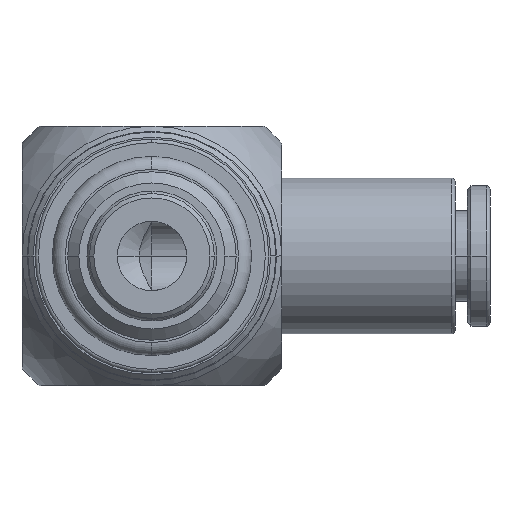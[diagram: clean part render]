
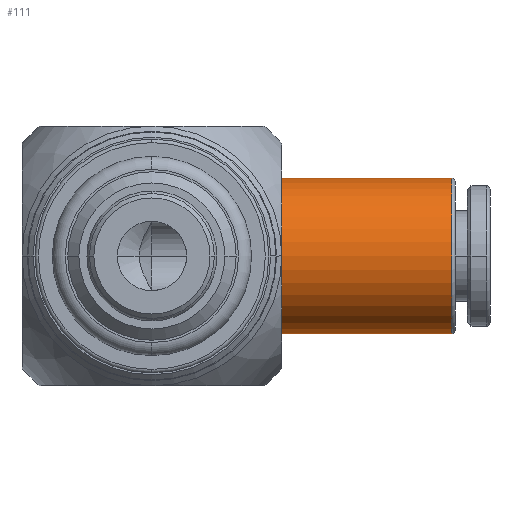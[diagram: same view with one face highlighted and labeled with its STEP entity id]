
A CAD part, front view. The second image highlights one B-rep face of the part: STEP entity #111.
In plain terms, the highlighted cylindrical face has radius 4.5 mm (diameter 9 mm), a partial arc.
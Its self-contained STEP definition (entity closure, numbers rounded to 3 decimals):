
#111=ADVANCED_FACE('',(#314),#315,.T.);
#314=FACE_OUTER_BOUND('',#599,.T.);
#315=CYLINDRICAL_SURFACE('',#600,4.5);
#599=EDGE_LOOP('',(#1245,#1246,#1247,#1248,#1249));
#600=AXIS2_PLACEMENT_3D('',#1250,#1251,#1252);
#1245=ORIENTED_EDGE('',*,*,#1935,.T.);
#1246=ORIENTED_EDGE('',*,*,#2009,.F.);
#1247=ORIENTED_EDGE('',*,*,#2008,.F.);
#1248=ORIENTED_EDGE('',*,*,#1937,.T.);
#1249=ORIENTED_EDGE('',*,*,#2010,.F.);
#1250=CARTESIAN_POINT('',(8.75,17.825,0.0));
#1251=DIRECTION('',(1.0,0.0,0.0));
#1252=DIRECTION('',(0.0,0.0,-1.0));
#1935=EDGE_CURVE('',#2369,#2370,#2371,.T.);
#1937=EDGE_CURVE('',#2374,#2372,#2375,.T.);
#2008=EDGE_CURVE('',#2374,#2488,#2489,.T.);
#2009=EDGE_CURVE('',#2488,#2370,#2490,.T.);
#2010=EDGE_CURVE('',#2369,#2372,#2491,.T.);
#2369=VERTEX_POINT('',#2975);
#2370=VERTEX_POINT('',#2976);
#2371=LINE('',#2977,#2978);
#2372=VERTEX_POINT('',#2979);
#2374=VERTEX_POINT('',#2981);
#2375=LINE('',#2982,#2983);
#2488=VERTEX_POINT('',#3188);
#2489=CIRCLE('',#3189,4.5);
#2490=CIRCLE('',#3190,4.5);
#2491=CIRCLE('',#3191,4.5);
#2975=CARTESIAN_POINT('',(7.5,17.825,-4.5));
#2976=CARTESIAN_POINT('',(17.3,17.825,-4.5));
#2977=CARTESIAN_POINT('',(8.75,17.825,-4.5));
#2978=VECTOR('',#3894,1.0);
#2979=CARTESIAN_POINT('',(7.5,17.825,4.5));
#2981=CARTESIAN_POINT('',(17.3,17.825,4.5));
#2982=CARTESIAN_POINT('',(8.75,17.825,4.5));
#2983=VECTOR('',#3898,1.0);
#3188=CARTESIAN_POINT('',(17.3,13.325,0.0));
#3189=AXIS2_PLACEMENT_3D('',#4048,#4049,#4050);
#3190=AXIS2_PLACEMENT_3D('',#4051,#4052,#4053);
#3191=AXIS2_PLACEMENT_3D('',#4054,#4055,#4056);
#3894=DIRECTION('',(1.0,0.0,0.0));
#3898=DIRECTION('',(-1.0,-0.0,-0.0));
#4048=CARTESIAN_POINT('',(17.3,17.825,0.0));
#4049=DIRECTION('',(1.0,0.0,0.0));
#4050=DIRECTION('',(0.0,0.0,-1.0));
#4051=CARTESIAN_POINT('',(17.3,17.825,0.0));
#4052=DIRECTION('',(1.0,0.0,0.0));
#4053=DIRECTION('',(0.0,0.0,-1.0));
#4054=CARTESIAN_POINT('',(7.5,17.825,0.0));
#4055=DIRECTION('',(-1.0,0.0,0.0));
#4056=DIRECTION('',(0.0,0.0,-1.0));
